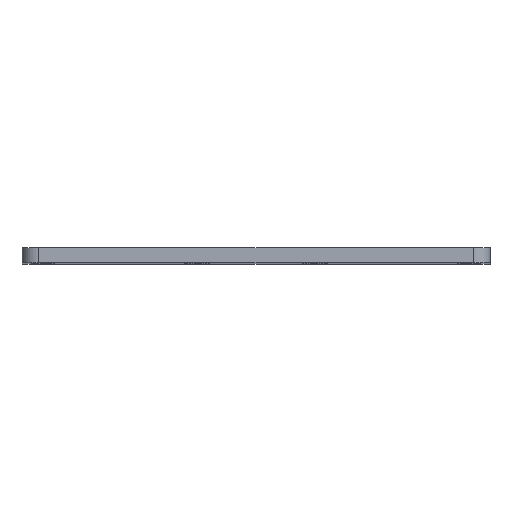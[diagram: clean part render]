
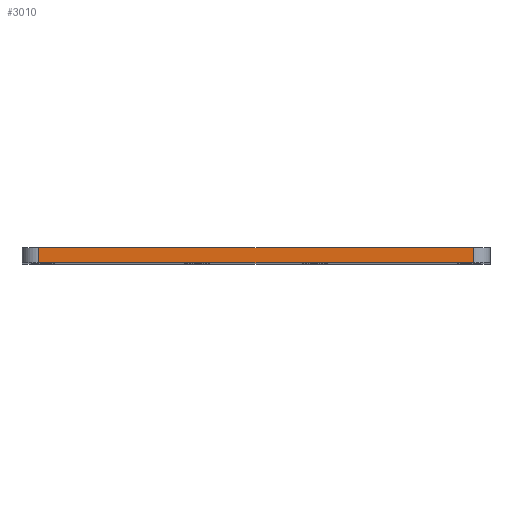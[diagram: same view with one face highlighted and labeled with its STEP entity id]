
A CAD part, top view. The second image highlights one B-rep face of the part: STEP entity #3010.
In plain terms, the highlighted planar face has unit normal (0, 0, 1).
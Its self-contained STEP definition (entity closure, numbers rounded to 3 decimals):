
#30=LINE('',#5253,#78);
#31=LINE('',#5257,#79);
#32=LINE('',#5259,#80);
#33=LINE('',#5260,#81);
#78=VECTOR('',#4452,1000.);
#79=VECTOR('',#4457,1000.);
#80=VECTOR('',#4458,1000.);
#81=VECTOR('',#4459,1000.);
#265=PLANE('',#3526);
#750=FACE_OUTER_BOUND('',#1156,.T.);
#1156=EDGE_LOOP('',(#2501,#2502,#2503,#2504));
#1763=VERTEX_POINT('',#5250);
#1764=VERTEX_POINT('',#5252);
#1765=VERTEX_POINT('',#5256);
#1766=VERTEX_POINT('',#5258);
#2043=EDGE_CURVE('',#1764,#1763,#30,.T.);
#2045=EDGE_CURVE('',#1765,#1763,#31,.T.);
#2046=EDGE_CURVE('',#1766,#1765,#32,.T.);
#2047=EDGE_CURVE('',#1766,#1764,#33,.T.);
#2501=ORIENTED_EDGE('',*,*,#2045,.F.);
#2502=ORIENTED_EDGE('',*,*,#2046,.F.);
#2503=ORIENTED_EDGE('',*,*,#2047,.T.);
#2504=ORIENTED_EDGE('',*,*,#2043,.T.);
#3010=ADVANCED_FACE('',(#750),#265,.T.);
#3526=AXIS2_PLACEMENT_3D('',#5255,#4455,#4456);
#4452=DIRECTION('',(0.,1.,0.));
#4455=DIRECTION('center_axis',(0.,0.,1.));
#4456=DIRECTION('ref_axis',(1.,0.,0.));
#4457=DIRECTION('',(1.,0.,0.));
#4458=DIRECTION('',(0.,1.,0.));
#4459=DIRECTION('',(1.,0.,0.));
#5250=CARTESIAN_POINT('',(12.95,0.,24.1));
#5252=CARTESIAN_POINT('',(12.95,-0.9,24.1));
#5253=CARTESIAN_POINT('',(12.95,-0.9,24.1));
#5255=CARTESIAN_POINT('Origin',(-12.95,-0.9,24.1));
#5256=CARTESIAN_POINT('',(-12.95,0.,24.1));
#5257=CARTESIAN_POINT('',(-12.95,0.,24.1));
#5258=CARTESIAN_POINT('',(-12.95,-0.9,24.1));
#5259=CARTESIAN_POINT('',(-12.95,-0.9,24.1));
#5260=CARTESIAN_POINT('',(-12.95,-0.9,24.1));
